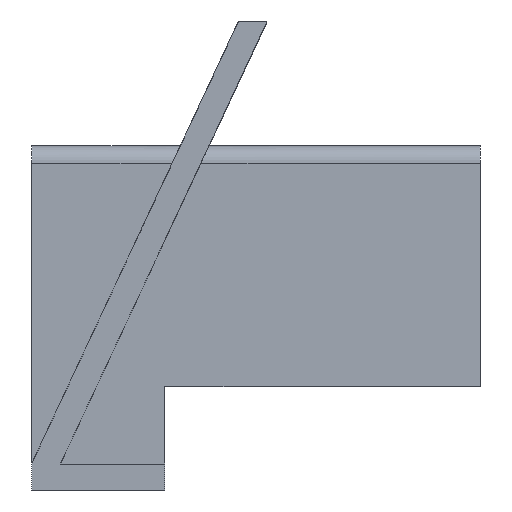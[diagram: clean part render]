
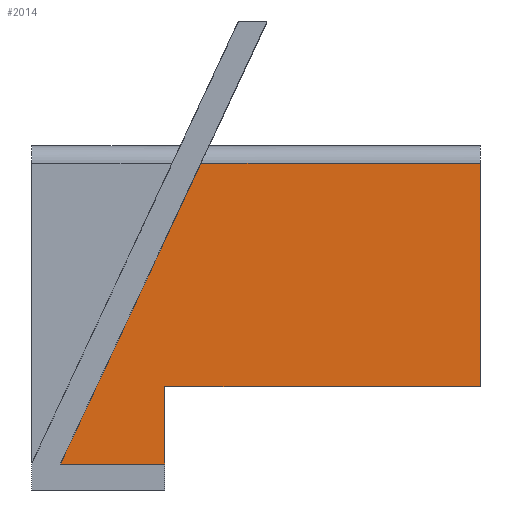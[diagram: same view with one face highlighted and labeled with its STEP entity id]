
A CAD part, left-side view. The second image highlights one B-rep face of the part: STEP entity #2014.
In plain terms, the highlighted planar face has unit normal (-1, 0, 0).
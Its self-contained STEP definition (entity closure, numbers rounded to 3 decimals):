
#643 = VERTEX_POINT('',#644);
#644 = CARTESIAN_POINT('',(-16.5,49.81,1.5));
#749 = VERTEX_POINT('',#750);
#750 = CARTESIAN_POINT('',(-16.5,55.844,1.5));
#785 = EDGE_CURVE('',#749,#786,#788,.T.);
#786 = VERTEX_POINT('',#787);
#787 = CARTESIAN_POINT('',(-16.5,47.732,18.85));
#788 = B_SPLINE_CURVE_WITH_KNOTS('',6,(#789,#790,#791,#792,#793,#794,
    #795),.UNSPECIFIED.,.F.,.F.,(7,7),(0.,1.),.PIECEWISE_BEZIER_KNOTS.);
#789 = CARTESIAN_POINT('',(-16.5,55.844,1.5));
#790 = CARTESIAN_POINT('',(-16.5,54.49,4.397));
#791 = CARTESIAN_POINT('',(-16.5,53.136,7.292));
#792 = CARTESIAN_POINT('',(-16.5,51.784,10.185));
#793 = CARTESIAN_POINT('',(-16.5,50.432,13.076));
#794 = CARTESIAN_POINT('',(-16.5,49.081,15.965));
#795 = CARTESIAN_POINT('',(-16.5,47.732,18.85));
#1642 = EDGE_CURVE('',#749,#643,#1643,.T.);
#1643 = LINE('',#1644,#1645);
#1644 = CARTESIAN_POINT('',(-16.5,57.5,1.5));
#1645 = VECTOR('',#1646,1.);
#1646 = DIRECTION('',(0.,-1.,0.));
#1752 = VERTEX_POINT('',#1753);
#1753 = CARTESIAN_POINT('',(-16.5,49.81,5.95));
#1766 = EDGE_CURVE('',#643,#1752,#1767,.T.);
#1767 = LINE('',#1768,#1769);
#1768 = CARTESIAN_POINT('',(-16.5,49.81,9.925));
#1769 = VECTOR('',#1770,1.);
#1770 = DIRECTION('',(0.,0.,1.));
#1995 = EDGE_CURVE('',#786,#1996,#1998,.T.);
#1996 = VERTEX_POINT('',#1997);
#1997 = CARTESIAN_POINT('',(-16.5,31.61,18.85));
#1998 = LINE('',#1999,#2000);
#1999 = CARTESIAN_POINT('',(-16.5,57.5,18.85));
#2000 = VECTOR('',#2001,1.);
#2001 = DIRECTION('',(0.,-1.,0.));
#2014 = ADVANCED_FACE('',(#2015),#2035,.T.);
#2015 = FACE_BOUND('',#2016,.T.);
#2016 = EDGE_LOOP('',(#2017,#2018,#2019,#2020,#2028,#2034));
#2017 = ORIENTED_EDGE('',*,*,#785,.F.);
#2018 = ORIENTED_EDGE('',*,*,#1642,.T.);
#2019 = ORIENTED_EDGE('',*,*,#1766,.T.);
#2020 = ORIENTED_EDGE('',*,*,#2021,.T.);
#2021 = EDGE_CURVE('',#1752,#2022,#2024,.T.);
#2022 = VERTEX_POINT('',#2023);
#2023 = CARTESIAN_POINT('',(-16.5,31.61,5.95));
#2024 = LINE('',#2025,#2026);
#2025 = CARTESIAN_POINT('',(-16.5,49.81,5.95));
#2026 = VECTOR('',#2027,1.);
#2027 = DIRECTION('',(0.,-1.,0.));
#2028 = ORIENTED_EDGE('',*,*,#2029,.T.);
#2029 = EDGE_CURVE('',#2022,#1996,#2030,.T.);
#2030 = LINE('',#2031,#2032);
#2031 = CARTESIAN_POINT('',(-16.5,31.61,5.95));
#2032 = VECTOR('',#2033,1.);
#2033 = DIRECTION('',(0.,0.,1.));
#2034 = ORIENTED_EDGE('',*,*,#1995,.F.);
#2035 = PLANE('',#2036);
#2036 = AXIS2_PLACEMENT_3D('',#2037,#2038,#2039);
#2037 = CARTESIAN_POINT('',(-16.5,45.47,11.59));
#2038 = DIRECTION('',(-1.,-0.,-0.));
#2039 = DIRECTION('',(0.,1.,0.));
